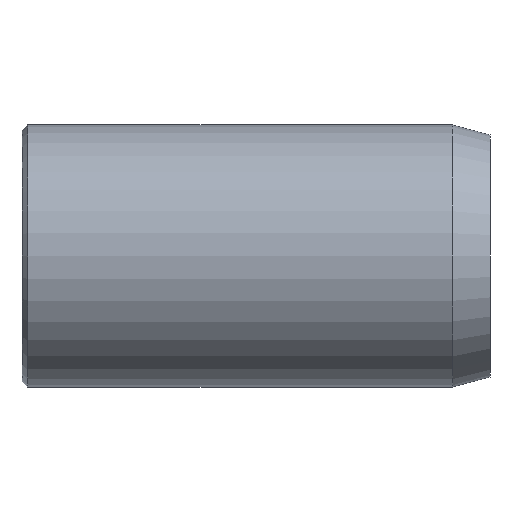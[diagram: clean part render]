
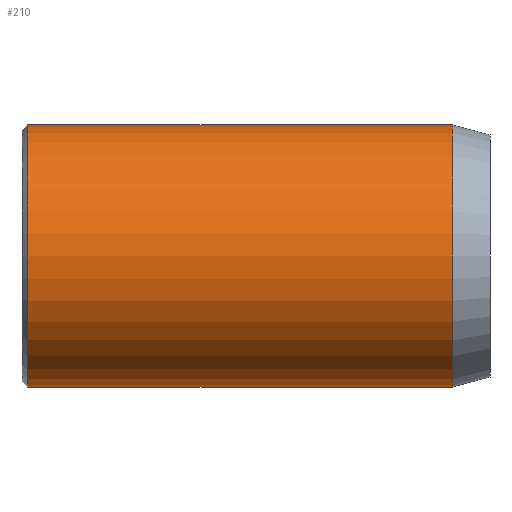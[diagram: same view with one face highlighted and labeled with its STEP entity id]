
A CAD part, front view. The second image highlights one B-rep face of the part: STEP entity #210.
In plain terms, the highlighted cylindrical face has radius 7 mm (diameter 14 mm), a partial arc.
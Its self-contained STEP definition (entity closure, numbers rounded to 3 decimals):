
#27 = DIRECTION ( 'NONE',  ( 0., 0., 1. ) ) ;
#29 = VERTEX_POINT ( 'NONE', #182 ) ;
#35 = VERTEX_POINT ( 'NONE', #94 ) ;
#46 = VECTOR ( 'NONE', #203, 1000. ) ;
#77 = CIRCLE ( 'NONE', #271, 7. ) ;
#85 = ORIENTED_EDGE ( 'NONE', *, *, #281, .T. ) ;
#94 = CARTESIAN_POINT ( 'NONE',  ( 0.3, 0., -7. ) ) ;
#104 = CARTESIAN_POINT ( 'NONE',  ( 0.3, 0., 7. ) ) ;
#106 = CIRCLE ( 'NONE', #249, 7. ) ;
#111 = DIRECTION ( 'NONE',  ( -1., 0., 0. ) ) ;
#113 = ORIENTED_EDGE ( 'NONE', *, *, #222, .F. ) ;
#158 = CARTESIAN_POINT ( 'NONE',  ( 23., 0., 0. ) ) ;
#163 = DIRECTION ( 'NONE',  ( -1., 0., 0. ) ) ;
#176 = ORIENTED_EDGE ( 'NONE', *, *, #382, .T. ) ;
#182 = CARTESIAN_POINT ( 'NONE',  ( 23., 0., 7. ) ) ;
#203 = DIRECTION ( 'NONE',  ( -1., 0., 0. ) ) ;
#204 = CARTESIAN_POINT ( 'NONE',  ( 0.3, 0., 0. ) ) ;
#210 = ADVANCED_FACE ( 'NONE', ( #408 ), #324, .T. ) ;
#211 = CARTESIAN_POINT ( 'NONE',  ( 0., 0., 0. ) ) ;
#222 = EDGE_CURVE ( 'NONE', #390, #35, #388, .T. ) ;
#241 = VECTOR ( 'NONE', #503, 1000. ) ;
#249 = AXIS2_PLACEMENT_3D ( 'NONE', #204, #256, #458 ) ;
#256 = DIRECTION ( 'NONE',  ( 1., 0., 0. ) ) ;
#271 = AXIS2_PLACEMENT_3D ( 'NONE', #158, #111, #27 ) ;
#281 = EDGE_CURVE ( 'NONE', #410, #35, #106, .T. ) ;
#324 = CYLINDRICAL_SURFACE ( 'NONE', #366, 7. ) ;
#366 = AXIS2_PLACEMENT_3D ( 'NONE', #211, #163, #506 ) ;
#369 = CARTESIAN_POINT ( 'NONE',  ( 0., 0., -7. ) ) ;
#376 = CARTESIAN_POINT ( 'NONE',  ( 0., 0., 7. ) ) ;
#382 = EDGE_CURVE ( 'NONE', #29, #410, #517, .T. ) ;
#388 = LINE ( 'NONE', #369, #46 ) ;
#390 = VERTEX_POINT ( 'NONE', #536 ) ;
#399 = ORIENTED_EDGE ( 'NONE', *, *, #508, .T. ) ;
#408 = FACE_OUTER_BOUND ( 'NONE', #442, .T. ) ;
#410 = VERTEX_POINT ( 'NONE', #104 ) ;
#442 = EDGE_LOOP ( 'NONE', ( #113, #399, #176, #85 ) ) ;
#458 = DIRECTION ( 'NONE',  ( 0., 0., -1. ) ) ;
#503 = DIRECTION ( 'NONE',  ( -1., 0., 0. ) ) ;
#506 = DIRECTION ( 'NONE',  ( 0., 0., 1. ) ) ;
#508 = EDGE_CURVE ( 'NONE', #390, #29, #77, .T. ) ;
#517 = LINE ( 'NONE', #376, #241 ) ;
#536 = CARTESIAN_POINT ( 'NONE',  ( 23., 0., -7. ) ) ;
